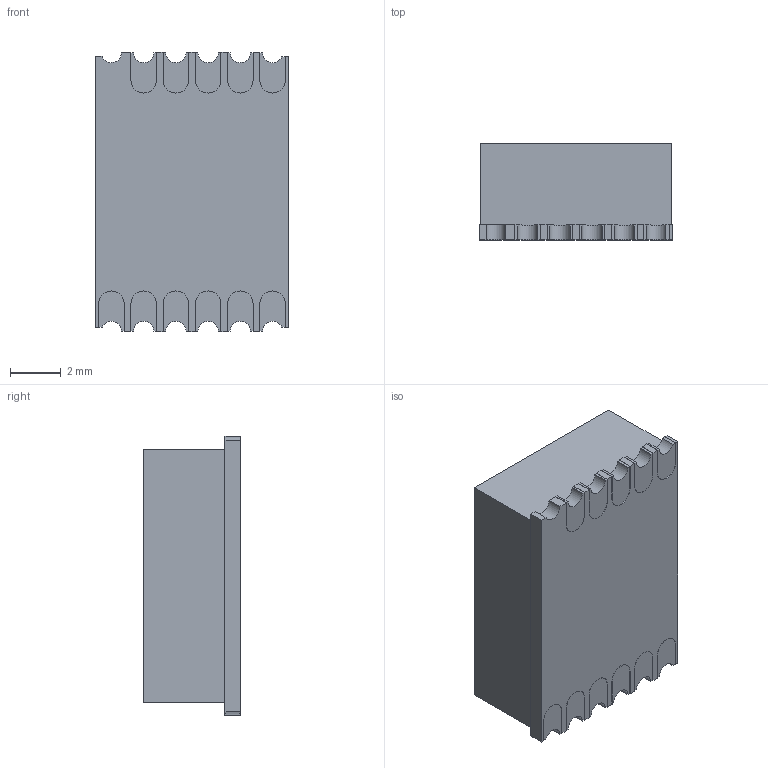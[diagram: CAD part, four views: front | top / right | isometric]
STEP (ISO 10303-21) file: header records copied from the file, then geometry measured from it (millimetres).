
FILE_DESCRIPTION(/* description */ (''),/* implementation_level */ '2;1');
FILE_NAME(/* name */ '028_7seg.stp',/* time_stamp */ '2022-06-19T18:56:24+02:00',/* author */ ('Arek'),/* organization */ (''),/* preprocessor_version */ 'ST-DEVELOPER v17',/* originating_system */ 'Autodesk Inventor 2019',/* authorisation */ '');
FILE_SCHEMA (('AUTOMOTIVE_DESIGN { 1 0 10303 214 3 1 1 }'));
Length unit declared in the file: millimetre
Products named in the file (1): 028_7seg
Bounding box: 7.6 x 3.8 x 11 mm (x, y, z)
Volume: 287.9 mm3; surface area: 298.7 mm2
Topology: 1 solids, 1 shells, 175 faces, 492 edges, 328 vertices
Faces by surface type: plane 150, cylinder 25
Full cylindrical faces by diameter (mm): 1 x2
Entity records: 5759 total; most frequent: CARTESIAN_POINT 996, ORIENTED_EDGE 984, DIRECTION 894, EDGE_CURVE 492, LINE 442, VECTOR 442, VERTEX_POINT 328, AXIS2_PLACEMENT_3D 226
